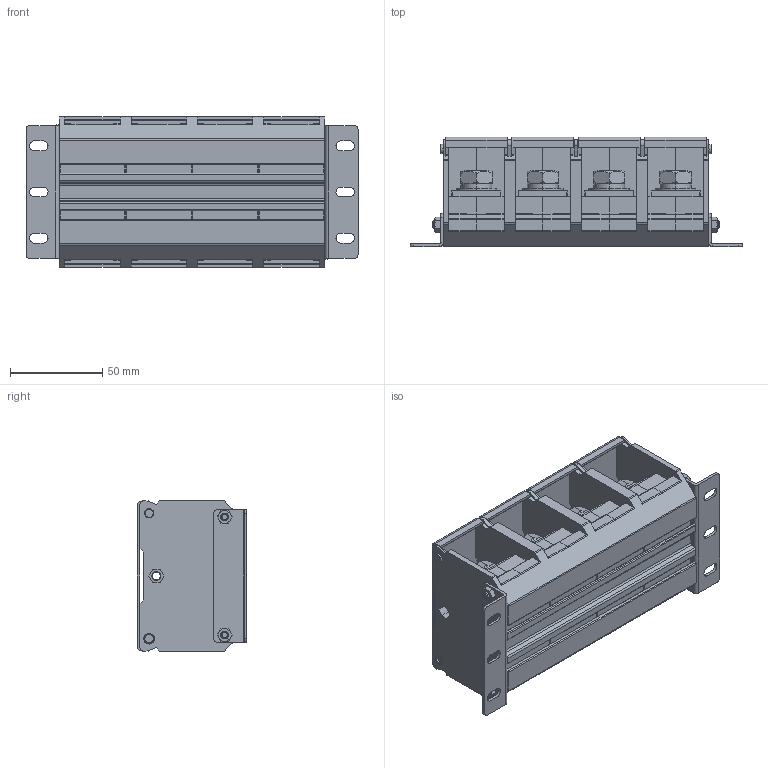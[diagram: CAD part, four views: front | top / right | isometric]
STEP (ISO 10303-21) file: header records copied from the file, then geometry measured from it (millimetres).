
FILE_DESCRIPTION((''),'2;1');
FILE_NAME('UTD-200I-4£¯6','2024-01-18T',('Administrator'),(''),'PRO/ENGINEER BY PARAMETRIC TECHNOLOGY CORPORATION, 2013230','PRO/ENGINEER BY PARAMETRIC TECHNOLOGY CORPORATION, 2013230','');
FILE_SCHEMA(('CONFIG_CONTROL_DESIGN'));
Products named in the file (1): UTD-200I-4ㄞ6
Bounding box: 180 x 59.41 x 82 mm (x, y, z)
Volume: 345591.8 mm3; surface area: 158339.6 mm2
Topology: 1 solids, 79 shells, 3751 faces, 9581 edges, 5942 vertices
Faces by surface type: plane 2276, cylinder 746, torus 304, cone 289, bspline 112, sphere 24
Entity records: 136377 total; most frequent: CARTESIAN_POINT 27245, ORIENTED_EDGE 19050, DIRECTION 18306, EDGE_CURVE 9525, VECTOR 6498, LINE 6498, VERTEX_POINT 5942, AXIS2_PLACEMENT_3D 5904
